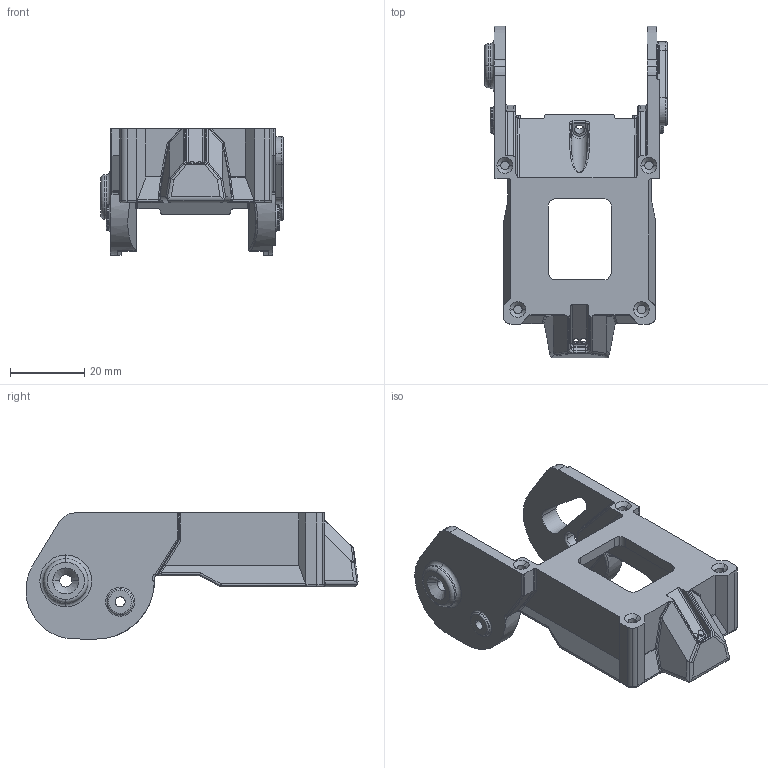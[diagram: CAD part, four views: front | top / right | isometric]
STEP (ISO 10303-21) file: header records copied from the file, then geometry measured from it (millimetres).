
FILE_DESCRIPTION(('STEP AP214'),'1');
FILE_NAME('Top_cover.stp','2023-02-18T09:16:10',(' '),(' '),'Spatial InterOp 3D',' ',' ');
FILE_SCHEMA(('AUTOMOTIVE_DESIGN { 1 0 10303 214 1 1 1 1 }'));
Length unit declared in the file: metre
Products named in the file (1): Top_cover_0
Bounding box: 49.27 x 89.65 x 34.08 mm (x, y, z)
Surface area: 14839.9 mm2 (no closed solid volume)
Topology: 0 solids, 1 shells, 488 faces, 1321 edges, 837 vertices
Faces by surface type: cylinder 291, plane 106, torus 46, bspline 29, cone 10, sphere 6
Entity records: 24579 total; most frequent: CARTESIAN_POINT 11992, DIRECTION 2757, ORIENTED_EDGE 2640, EDGE_CURVE 1320, AXIS2_PLACEMENT_3D 1092, VERTEX_POINT 837, LINE 573, VECTOR 573
